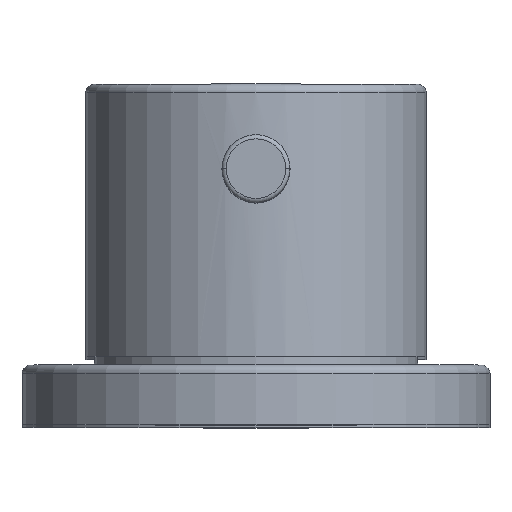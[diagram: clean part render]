
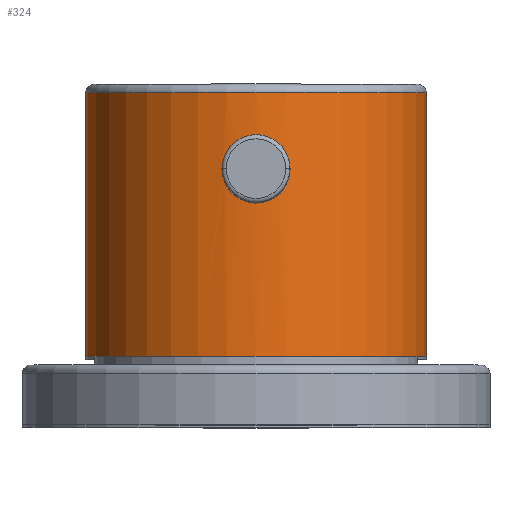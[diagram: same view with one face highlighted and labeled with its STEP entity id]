
A CAD part, top view. The second image highlights one B-rep face of the part: STEP entity #324.
In plain terms, the highlighted cylindrical face has radius 508 mm (diameter 1016 mm), a partial arc.
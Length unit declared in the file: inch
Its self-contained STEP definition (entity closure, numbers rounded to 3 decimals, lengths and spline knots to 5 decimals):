
#39=CARTESIAN_POINT('',(0.,39.,100.));
#40=DIRECTION('',(0.,1.,0.));
#41=DIRECTION('',(-1.,0.,0.));
#42=AXIS2_PLACEMENT_3D('',#39,#40,#41);
#44=DIRECTION('',(0.,1.,0.));
#45=VECTOR('',#44,31.);
#46=CARTESIAN_POINT('',(-20.,8.,100.));
#47=LINE('',#46,#45);
#48=CARTESIAN_POINT('',(4.,30.,119.59592));
#49=CARTESIAN_POINT('',(4.,30.35166,119.59592));
#50=CARTESIAN_POINT('',(3.91134,31.03158,119.61436));
#51=CARTESIAN_POINT('',(3.5067,32.02051,119.69256));
#52=CARTESIAN_POINT('',(2.86131,32.86066,119.79908));
#53=CARTESIAN_POINT('',(2.02014,33.50593,119.90486));
#54=CARTESIAN_POINT('',(1.04321,33.90883,119.98147));
#55=CARTESIAN_POINT('',(0.00009,34.04594,120.00934));
#56=CARTESIAN_POINT('',(-1.05097,33.90742,119.98118));
#57=CARTESIAN_POINT('',(-2.0275,33.50131,119.90405));
#58=CARTESIAN_POINT('',(-2.86613,32.85625,119.79837));
#59=CARTESIAN_POINT('',(-3.51122,32.01149,119.69172));
#60=CARTESIAN_POINT('',(-3.90954,31.03531,119.6147));
#61=CARTESIAN_POINT('',(-4.,30.35343,119.59592));
#62=CARTESIAN_POINT('',(-4.,30.,119.59592));
#64=CARTESIAN_POINT('',(-4.,30.,119.59592));
#65=CARTESIAN_POINT('',(-4.,29.64835,119.59592));
#66=CARTESIAN_POINT('',(-3.91135,28.96845,119.61436));
#67=CARTESIAN_POINT('',(-3.50672,27.97952,119.69256));
#68=CARTESIAN_POINT('',(-2.86133,27.13938,119.79907));
#69=CARTESIAN_POINT('',(-2.02019,26.49408,119.90486));
#70=CARTESIAN_POINT('',(-1.04344,26.09136,119.98143));
#71=CARTESIAN_POINT('',(-0.00207,25.95406,120.00934));
#72=CARTESIAN_POINT('',(1.05081,26.09239,119.98121));
#73=CARTESIAN_POINT('',(2.02758,26.49875,119.90404));
#74=CARTESIAN_POINT('',(2.86621,27.14382,119.79836));
#75=CARTESIAN_POINT('',(3.51124,27.98856,119.69172));
#76=CARTESIAN_POINT('',(3.90954,28.96471,119.6147));
#77=CARTESIAN_POINT('',(4.,29.64658,119.59592));
#78=CARTESIAN_POINT('',(4.,30.,119.59592));
#105=DIRECTION('',(0.,1.,0.));
#106=VECTOR('',#105,31.);
#107=CARTESIAN_POINT('',(20.,8.,100.));
#108=LINE('',#107,#106);
#114=CARTESIAN_POINT('',(0.,8.,100.));
#115=DIRECTION('',(0.,1.,0.));
#116=DIRECTION('',(-1.,0.,0.));
#117=AXIS2_PLACEMENT_3D('',#114,#115,#116);
#203=CARTESIAN_POINT('',(20.,8.,100.));
#204=CARTESIAN_POINT('',(-20.,8.,100.));
#205=VERTEX_POINT('',#203);
#206=VERTEX_POINT('',#204);
#223=CARTESIAN_POINT('',(-20.,39.,100.));
#224=CARTESIAN_POINT('',(20.,39.,100.));
#225=VERTEX_POINT('',#223);
#226=VERTEX_POINT('',#224);
#227=VERTEX_POINT('',#48);
#228=VERTEX_POINT('',#62);
#305=CARTESIAN_POINT('',(0.,8.,100.));
#306=DIRECTION('',(0.,1.,0.));
#307=DIRECTION('',(1.,0.,0.));
#308=AXIS2_PLACEMENT_3D('',#305,#306,#307);
#309=CYLINDRICAL_SURFACE('',#308,20.);
#311=ORIENTED_EDGE('',*,*,#310,.T.);
#313=ORIENTED_EDGE('',*,*,#312,.F.);
#315=ORIENTED_EDGE('',*,*,#314,.F.);
#317=ORIENTED_EDGE('',*,*,#316,.T.);
#318=EDGE_LOOP('',(#311,#313,#315,#317));
#319=FACE_OUTER_BOUND('',#318,.F.);
#320=ORIENTED_EDGE('',*,*,#299,.T.);
#321=ORIENTED_EDGE('',*,*,#285,.T.);
#322=EDGE_LOOP('',(#320,#321));
#323=FACE_BOUND('',#322,.F.);
#324=ADVANCED_FACE('',(#319,#323),#309,.T.);
#43=CIRCLE('',#42,20.);
#63=B_SPLINE_CURVE_WITH_KNOTS('',3,(#48,#49,#50,#51,#52,#53,#54,#55,#56,#57,#58,
#59,#60,#61,#62),.UNSPECIFIED.,.F.,.F.,(4,1,1,1,1,1,1,1,1,1,1,1,4),(0.,
0.08333,0.16667,0.25,0.33333,0.41667,
0.5,0.58333,0.66667,0.75,0.83333,
0.91667,1.),.UNSPECIFIED.);
#79=B_SPLINE_CURVE_WITH_KNOTS('',3,(#64,#65,#66,#67,#68,#69,#70,#71,#72,#73,#74,
#75,#76,#77,#78),.UNSPECIFIED.,.F.,.F.,(4,1,1,1,1,1,1,1,1,1,1,1,4),(0.,
0.08333,0.16667,0.25,0.33333,0.41667,
0.5,0.58333,0.66667,0.75,0.83333,
0.91667,1.),.UNSPECIFIED.);
#118=CIRCLE('',#117,20.);
#285=EDGE_CURVE('',#228,#227,#79,.T.);
#299=EDGE_CURVE('',#227,#228,#63,.T.);
#310=EDGE_CURVE('',#225,#226,#43,.T.);
#312=EDGE_CURVE('',#205,#226,#108,.T.);
#314=EDGE_CURVE('',#206,#205,#118,.T.);
#316=EDGE_CURVE('',#206,#225,#47,.T.);
